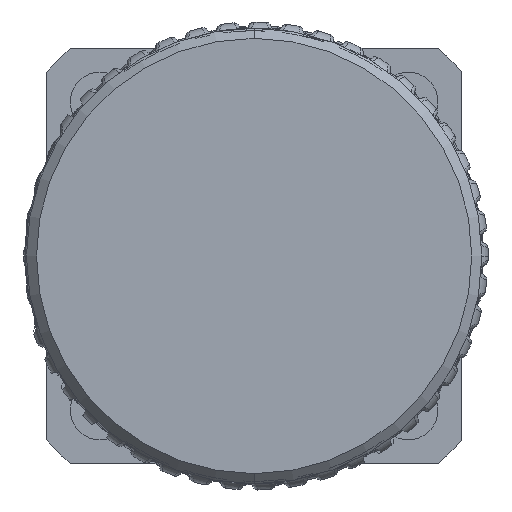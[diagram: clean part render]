
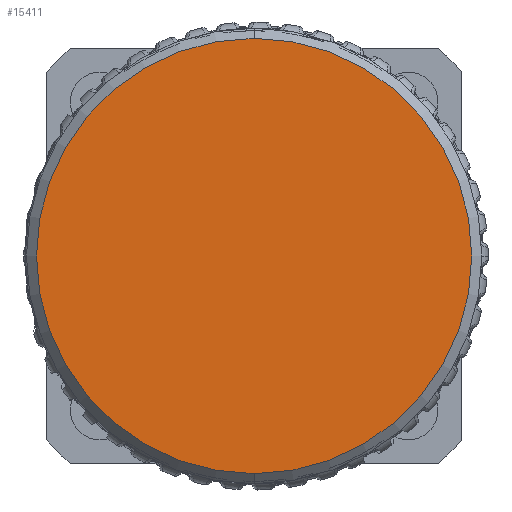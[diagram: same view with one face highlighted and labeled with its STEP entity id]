
A CAD part, left-side view. The second image highlights one B-rep face of the part: STEP entity #15411.
In plain terms, the highlighted planar face has unit normal (-1, 0, 0).
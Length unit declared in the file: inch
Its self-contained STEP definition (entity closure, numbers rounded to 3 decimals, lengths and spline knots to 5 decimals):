
#14489=CARTESIAN_POINT('',(-6.055,0.,0.));
#14490=DIRECTION('',(1.,0.,0.));
#14491=DIRECTION('',(0.,0.,-1.));
#14492=AXIS2_PLACEMENT_3D('',#14489,#14490,#14491);
#14503=CARTESIAN_POINT('',(-6.055,0.,0.));
#14504=DIRECTION('',(-1.,0.,0.));
#14505=DIRECTION('',(0.,0.,-1.));
#14506=AXIS2_PLACEMENT_3D('',#14503,#14504,#14505);
#15239=CARTESIAN_POINT('',(-6.055,0.,-0.865));
#15240=CARTESIAN_POINT('',(-6.055,0.,0.865));
#15241=VERTEX_POINT('',#15239);
#15242=VERTEX_POINT('',#15240);
#15400=CARTESIAN_POINT('',(-6.055,0.,0.));
#15401=DIRECTION('',(-1.,0.,0.));
#15402=DIRECTION('',(0.,0.,1.));
#15403=AXIS2_PLACEMENT_3D('',#15400,#15401,#15402);
#15404=PLANE('',#15403);
#15406=ORIENTED_EDGE('',*,*,#15405,.F.);
#15408=ORIENTED_EDGE('',*,*,#15407,.T.);
#15409=EDGE_LOOP('',(#15406,#15408));
#15410=FACE_OUTER_BOUND('',#15409,.F.);
#15411=ADVANCED_FACE('',(#15410),#15404,.T.);
#14493=CIRCLE('',#14492,0.865);
#14507=CIRCLE('',#14506,0.865);
#15405=EDGE_CURVE('',#15241,#15242,#14507,.T.);
#15407=EDGE_CURVE('',#15241,#15242,#14493,.T.);
